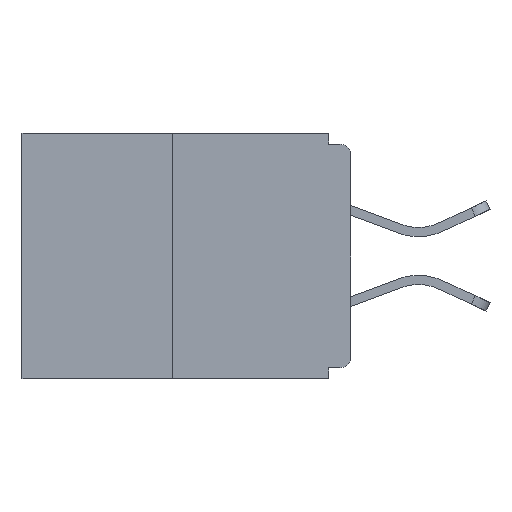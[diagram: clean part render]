
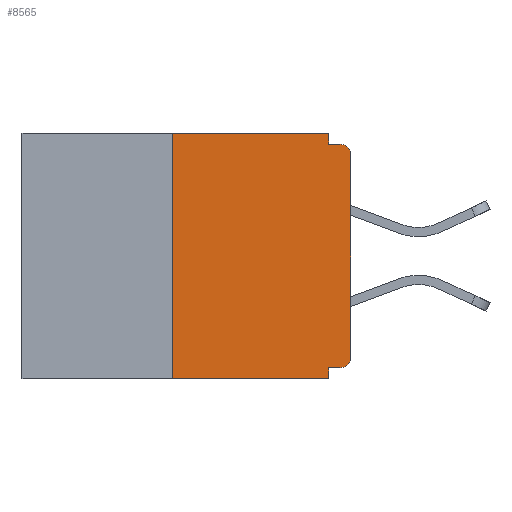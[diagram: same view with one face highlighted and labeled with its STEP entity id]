
A CAD part, left-side view. The second image highlights one B-rep face of the part: STEP entity #8565.
In plain terms, the highlighted planar face has unit normal (-1, 0, 0).
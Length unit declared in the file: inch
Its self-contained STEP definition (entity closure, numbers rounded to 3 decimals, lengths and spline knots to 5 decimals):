
#152 = ORIENTED_EDGE ( 'NONE', *, *, #16784, .T. ) ;
#205 = VERTEX_POINT ( 'NONE', #19977 ) ;
#377 = LINE ( 'NONE', #23616, #3237 ) ;
#731 = EDGE_CURVE ( 'NONE', #205, #24268, #25121, .T. ) ;
#1359 = CARTESIAN_POINT ( 'NONE',  ( 0., 0.46, 0. ) ) ;
#1501 = CARTESIAN_POINT ( 'NONE',  ( 0., 0.25, -0.343 ) ) ;
#3059 = AXIS2_PLACEMENT_3D ( 'NONE', #4414, #8524, #19140 ) ;
#3162 = AXIS2_PLACEMENT_3D ( 'NONE', #12510, #6181, #6444 ) ;
#3237 = VECTOR ( 'NONE', #26059, 39.37008 ) ;
#3316 = CARTESIAN_POINT ( 'NONE',  ( 0., 0.031, 0. ) ) ;
#3388 = CARTESIAN_POINT ( 'NONE',  ( 0., 0.031, -0.015 ) ) ;
#3578 = LINE ( 'NONE', #9594, #19219 ) ;
#3585 = CIRCLE ( 'NONE', #12253, 0.015 ) ;
#4247 = DIRECTION ( 'NONE',  ( 0., 0., 1. ) ) ;
#4320 = EDGE_CURVE ( 'NONE', #13648, #25219, #11830, .T. ) ;
#4414 = CARTESIAN_POINT ( 'NONE',  ( 0., 0.46, 0. ) ) ;
#4517 = VECTOR ( 'NONE', #4247, 39.37008 ) ;
#4813 = EDGE_CURVE ( 'NONE', #12623, #205, #18223, .T. ) ;
#5293 = CARTESIAN_POINT ( 'NONE',  ( 0., 0.015, -0.015 ) ) ;
#5460 = ORIENTED_EDGE ( 'NONE', *, *, #14481, .T. ) ;
#5461 = DIRECTION ( 'NONE',  ( 0., 0., 1. ) ) ;
#5569 = DIRECTION ( 'NONE',  ( 0., 0., -1. ) ) ;
#6131 = VECTOR ( 'NONE', #11450, 39.37008 ) ;
#6181 = DIRECTION ( 'NONE',  ( -1., 0., 0. ) ) ;
#6416 = ORIENTED_EDGE ( 'NONE', *, *, #7481, .F. ) ;
#6444 = DIRECTION ( 'NONE',  ( 0., 0., -1. ) ) ;
#7481 = EDGE_CURVE ( 'NONE', #10901, #13648, #377, .T. ) ;
#7586 = ORIENTED_EDGE ( 'NONE', *, *, #24131, .T. ) ;
#7650 = EDGE_CURVE ( 'NONE', #9088, #12623, #17083, .T. ) ;
#7821 = DIRECTION ( 'NONE',  ( 0., -1., 0. ) ) ;
#8089 = ORIENTED_EDGE ( 'NONE', *, *, #8392, .F. ) ;
#8392 = EDGE_CURVE ( 'NONE', #24268, #10008, #13252, .T. ) ;
#8478 = VECTOR ( 'NONE', #7821, 39.37008 ) ;
#8524 = DIRECTION ( 'NONE',  ( 1., 0., 0. ) ) ;
#8565 = ADVANCED_FACE ( 'NONE', ( #16770 ), #12543, .F. ) ;
#9007 = CARTESIAN_POINT ( 'NONE',  ( 0., 0.015, -0.313 ) ) ;
#9030 = CARTESIAN_POINT ( 'NONE',  ( 0., 0.46, -0.343 ) ) ;
#9088 = VERTEX_POINT ( 'NONE', #1501 ) ;
#9586 = CARTESIAN_POINT ( 'NONE',  ( 0., 0.031, -0.343 ) ) ;
#9594 = CARTESIAN_POINT ( 'NONE',  ( 0., 0., 0. ) ) ;
#9805 = CARTESIAN_POINT ( 'NONE',  ( 0., 0., -0.015 ) ) ;
#10008 = VERTEX_POINT ( 'NONE', #5293 ) ;
#10146 = VERTEX_POINT ( 'NONE', #20108 ) ;
#10517 = ORIENTED_EDGE ( 'NONE', *, *, #731, .F. ) ;
#10519 = EDGE_CURVE ( 'NONE', #10146, #22296, #3578, .T. ) ;
#10901 = VERTEX_POINT ( 'NONE', #13270 ) ;
#11450 = DIRECTION ( 'NONE',  ( 0., -1., 0. ) ) ;
#11830 = LINE ( 'NONE', #9586, #13090 ) ;
#11958 = CIRCLE ( 'NONE', #3162, 0.015 ) ;
#12253 = AXIS2_PLACEMENT_3D ( 'NONE', #9007, #19288, #17151 ) ;
#12510 = CARTESIAN_POINT ( 'NONE',  ( 0., 0.015, -0.03 ) ) ;
#12543 = PLANE ( 'NONE',  #3059 ) ;
#12623 = VERTEX_POINT ( 'NONE', #21893 ) ;
#12830 = LINE ( 'NONE', #9030, #6131 ) ;
#13090 = VECTOR ( 'NONE', #17862, 39.37008 ) ;
#13252 = LINE ( 'NONE', #9805, #8478 ) ;
#13270 = CARTESIAN_POINT ( 'NONE',  ( 0., 0.015, -0.328 ) ) ;
#13594 = ORIENTED_EDGE ( 'NONE', *, *, #4320, .F. ) ;
#13648 = VERTEX_POINT ( 'NONE', #17394 ) ;
#14019 = ORIENTED_EDGE ( 'NONE', *, *, #7650, .F. ) ;
#14481 = EDGE_CURVE ( 'NONE', #22296, #10008, #11958, .T. ) ;
#14572 = VECTOR ( 'NONE', #5569, 39.37008 ) ;
#16313 = VECTOR ( 'NONE', #17715, 39.37008 ) ;
#16657 = CARTESIAN_POINT ( 'NONE',  ( 0., 0., -0.03 ) ) ;
#16770 = FACE_OUTER_BOUND ( 'NONE', #23740, .T. ) ;
#16784 = EDGE_CURVE ( 'NONE', #9088, #25219, #12830, .T. ) ;
#17083 = LINE ( 'NONE', #26492, #4517 ) ;
#17151 = DIRECTION ( 'NONE',  ( 0., 0., -1. ) ) ;
#17394 = CARTESIAN_POINT ( 'NONE',  ( 0., 0.031, -0.328 ) ) ;
#17715 = DIRECTION ( 'NONE',  ( 0., -1., 0. ) ) ;
#17862 = DIRECTION ( 'NONE',  ( 0., 0., -1. ) ) ;
#18188 = ORIENTED_EDGE ( 'NONE', *, *, #4813, .F. ) ;
#18223 = LINE ( 'NONE', #1359, #16313 ) ;
#19140 = DIRECTION ( 'NONE',  ( 0., 0., -1. ) ) ;
#19219 = VECTOR ( 'NONE', #5461, 39.37008 ) ;
#19288 = DIRECTION ( 'NONE',  ( -1., 0., 0. ) ) ;
#19977 = CARTESIAN_POINT ( 'NONE',  ( 0., 0.031, 0. ) ) ;
#20108 = CARTESIAN_POINT ( 'NONE',  ( 0., 0., -0.313 ) ) ;
#21893 = CARTESIAN_POINT ( 'NONE',  ( 0., 0.25, 0. ) ) ;
#22296 = VERTEX_POINT ( 'NONE', #16657 ) ;
#22792 = ORIENTED_EDGE ( 'NONE', *, *, #10519, .T. ) ;
#23331 = CARTESIAN_POINT ( 'NONE',  ( 0., 0.031, -0.343 ) ) ;
#23616 = CARTESIAN_POINT ( 'NONE',  ( 0., 0., -0.328 ) ) ;
#23740 = EDGE_LOOP ( 'NONE', ( #18188, #14019, #152, #13594, #6416, #7586, #22792, #5460, #8089, #10517 ) ) ;
#24131 = EDGE_CURVE ( 'NONE', #10901, #10146, #3585, .T. ) ;
#24268 = VERTEX_POINT ( 'NONE', #3388 ) ;
#25121 = LINE ( 'NONE', #3316, #14572 ) ;
#25219 = VERTEX_POINT ( 'NONE', #23331 ) ;
#26059 = DIRECTION ( 'NONE',  ( 0., 1., 0. ) ) ;
#26492 = CARTESIAN_POINT ( 'NONE',  ( 0., 0.25, 0. ) ) ;
